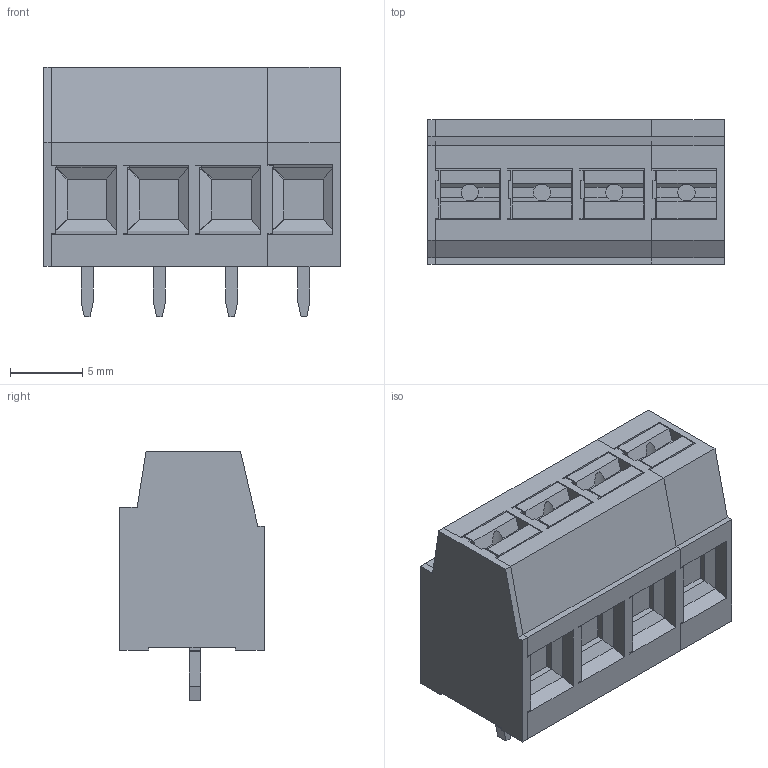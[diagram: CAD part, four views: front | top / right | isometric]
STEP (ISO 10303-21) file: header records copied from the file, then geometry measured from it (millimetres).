
FILE_DESCRIPTION(('CATIA V5 STEP Exchange','CAx-IF Rec.Pracs.--- Model Styling and Organization---1.4--- 2014-01-23'),'2;1');
FILE_NAME ('D1528381_0_2786550000_2786550000.stp','2022-04-25T08:19:10+00:00',('none'),('Weidmueller'),'CATIA Version 5-6 Release 2016 SP3 HF44','CATIA V5 STEP AP214','none');
FILE_SCHEMA(('AUTOMOTIVE_DESIGN { 1 0 10303 214 1 1 1 1 }'));
Length unit declared in the file: millimetre
Products named in the file (1): 2786550000
Bounding box: 20.5 x 10 x 17.3 mm (x, y, z)
Volume: 2429.4 mm3; surface area: 2209.5 mm2
Topology: 11 solids, 20 shells, 464 faces, 1268 edges, 852 vertices
Faces by surface type: plane 425, cylinder 27, cone 12
Entity records: 14119 total; most frequent: CARTESIAN_POINT 3007, ORIENTED_EDGE 2536, DIRECTION 1837, EDGE_CURVE 1268, VECTOR 1131, LINE 1131, VERTEX_POINT 852, EDGE_LOOP 480
